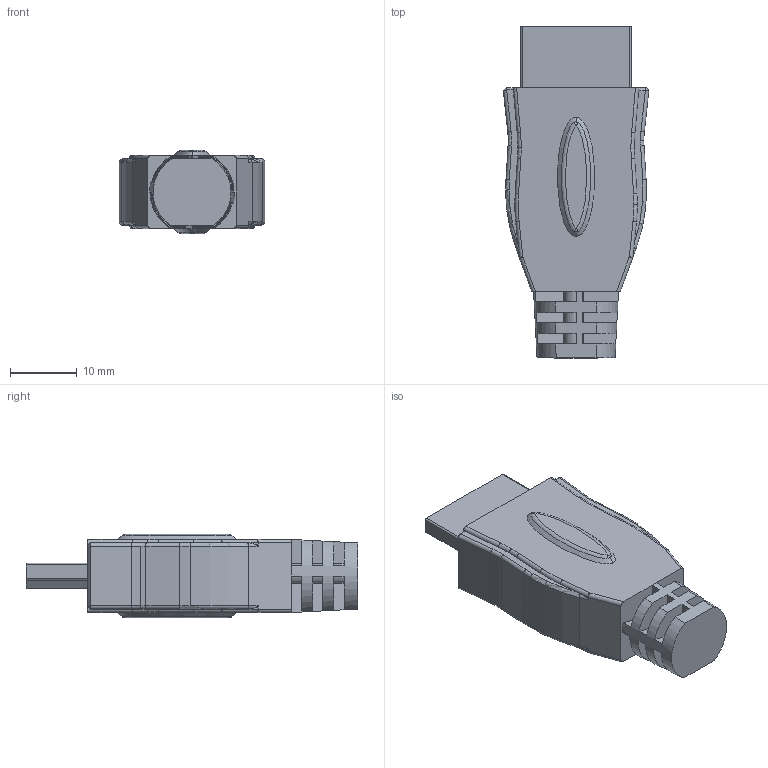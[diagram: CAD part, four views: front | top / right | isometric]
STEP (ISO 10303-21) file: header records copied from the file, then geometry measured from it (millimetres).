
FILE_DESCRIPTION (( 'STEP AP214' ), '1' );
FILE_NAME ('HDMI Male.STEP', '2018-07-05T21:49:59', ( '' ), ( '' ), 'SwSTEP 2.0', 'SolidWorks 2015', '' );
FILE_SCHEMA (( 'AUTOMOTIVE_DESIGN' ));
Length unit declared in the file: inch
Products named in the file (1): HDMI Male
Bounding box: 21.75 x 49.61 x 12.45 mm (x, y, z)
Volume: 7542.4 mm3; surface area: 4221.1 mm2
Topology: 40 solids, 40 shells, 668 faces, 1650 edges, 1078 vertices
Faces by surface type: plane 492, cylinder 130, torus 24, bspline 16, sphere 4, cone 2
Entity records: 29890 total; most frequent: CARTESIAN_POINT 10122, ORIENTED_EDGE 3284, DIRECTION 3162, EDGE_CURVE 1642, LINE 1236, VECTOR 1236, VERTEX_POINT 1078, AXIS2_PLACEMENT_3D 963
